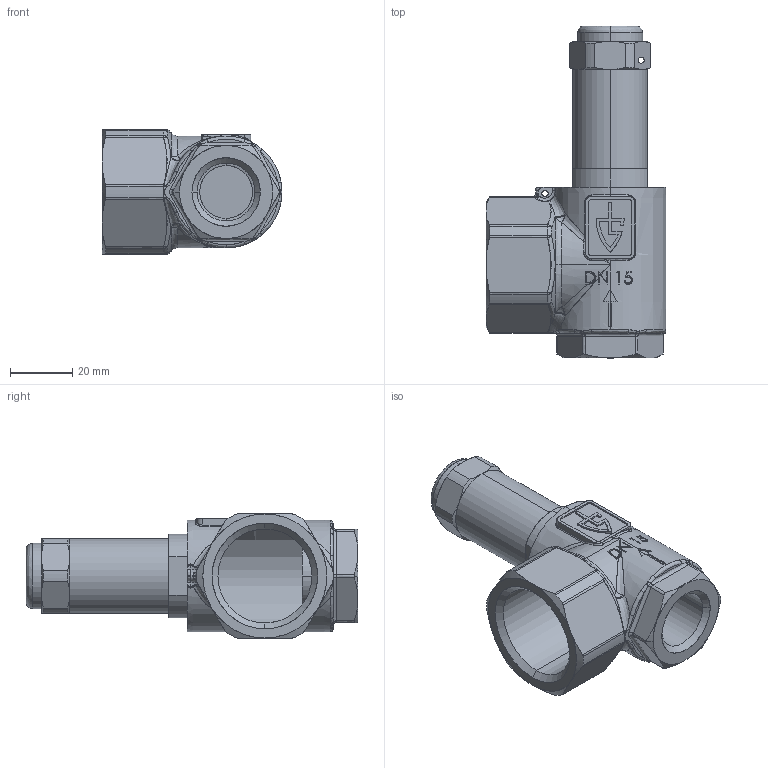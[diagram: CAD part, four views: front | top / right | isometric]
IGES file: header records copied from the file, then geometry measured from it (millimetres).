
Start section: SolidWorks IGES file using analytic representation for surfaces
Global section: file name: 851tbGFO_15_FF_1525 EPDM.IGS; native system: SolidWorks 2018; preprocessor: SolidWorks 2018; author: Stavrianos; date: 190705.065816; units: millimetre
Bounding box: 58 x 107 x 40 mm (x, y, z)
Surface area: 18856.5 mm2 (no closed solid volume)
Topology: 0 solids, 0 shells, 538 faces, 6788 edges, 6776 vertices
Faces by surface type: bspline 375, revolution 163
